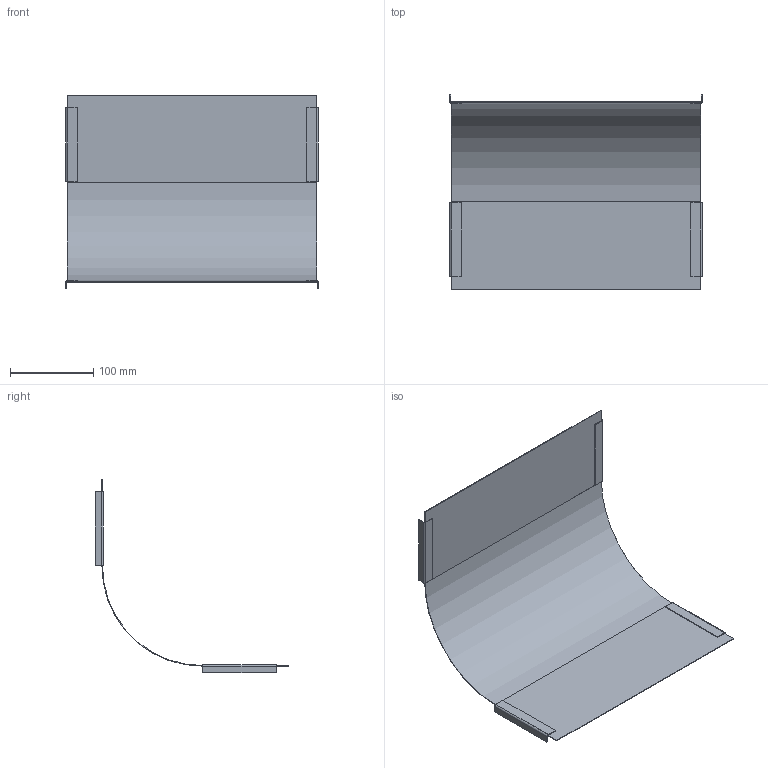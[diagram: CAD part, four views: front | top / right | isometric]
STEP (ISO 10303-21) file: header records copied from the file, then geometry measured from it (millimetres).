
FILE_DESCRIPTION((''),'2;1');
FILE_NAME('7130817_ASM','2012-07-11T',('AndreasKeweloh'),(''),'PRO/ENGINEER BY PARAMETRIC TECHNOLOGY CORPORATION, 2012130','PRO/ENGINEER BY PARAMETRIC TECHNOLOGY CORPORATION, 2012130','');
FILE_SCHEMA(('CONFIG_CONTROL_DESIGN'));
Length unit declared in the file: millimetre
Products named in the file (3): DECKEL_7130817; WINKEL7130_1; 7130817_ASM
Assembly tree (5 placements, depth 2):
  7130817_ASM
    DECKEL_7130817
    WINKEL7130_1  x4
Bounding box: 304 x 233.25 x 233.25 mm (x, y, z)
Volume: 97487.7 mm3; surface area: 256599.2 mm2
Topology: 5 solids, 5 shells, 50 faces, 120 edges, 80 vertices
Faces by surface type: plane 40, cylinder 10
Entity records: 692 total; most frequent: DIRECTION 112, CARTESIAN_POINT 108, ORIENTED_EDGE 96, EDGE_CURVE 48, VECTOR 40, LINE 40, AXIS2_PLACEMENT_3D 36, VERTEX_POINT 32
